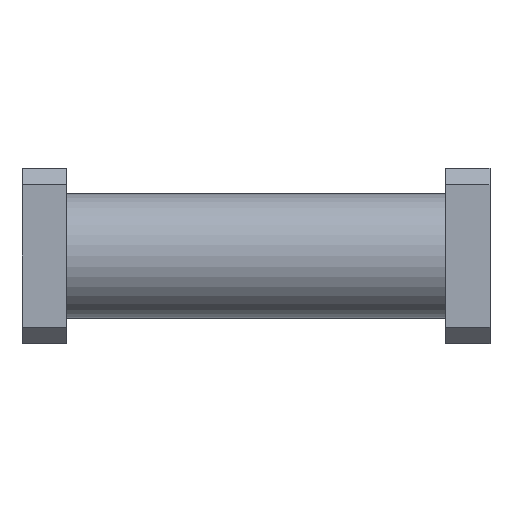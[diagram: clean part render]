
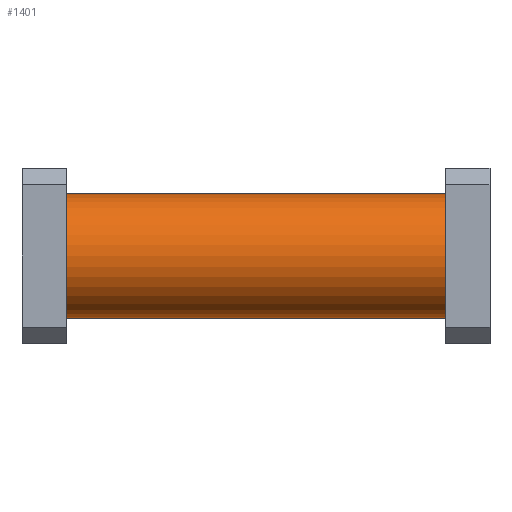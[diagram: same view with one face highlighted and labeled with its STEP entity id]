
A CAD part, front view. The second image highlights one B-rep face of the part: STEP entity #1401.
In plain terms, the highlighted cylindrical face has radius 6.731 mm (diameter 13.462 mm), a partial arc.
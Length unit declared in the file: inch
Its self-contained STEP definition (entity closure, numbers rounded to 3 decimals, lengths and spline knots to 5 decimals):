
#34 = DIRECTION ( 'NONE',  ( 0., 0., -1. ) ) ;
#94 = FACE_OUTER_BOUND ( 'NONE', #1456, .T. ) ;
#147 = CARTESIAN_POINT ( 'NONE',  ( 0.81, 0., -0.265 ) ) ;
#149 = CARTESIAN_POINT ( 'NONE',  ( 0.81, 0., 0.265 ) ) ;
#151 = DIRECTION ( 'NONE',  ( -1., 0., 0. ) ) ;
#155 = ORIENTED_EDGE ( 'NONE', *, *, #233, .T. ) ;
#165 = EDGE_CURVE ( 'NONE', #882, #706, #1014, .T. ) ;
#175 = ORIENTED_EDGE ( 'NONE', *, *, #1138, .F. ) ;
#210 = VERTEX_POINT ( 'NONE', #149 ) ;
#233 = EDGE_CURVE ( 'NONE', #210, #882, #978, .T. ) ;
#234 = CIRCLE ( 'NONE', #832, 0.265 ) ;
#246 = CARTESIAN_POINT ( 'NONE',  ( -0.81, 0., 0. ) ) ;
#322 = CYLINDRICAL_SURFACE ( 'NONE', #892, 0.265 ) ;
#454 = VECTOR ( 'NONE', #151, 39.37008 ) ;
#484 = CARTESIAN_POINT ( 'NONE',  ( 0.81, 0., 0. ) ) ;
#549 = CARTESIAN_POINT ( 'NONE',  ( 0.81, 0., -0.265 ) ) ;
#620 = ORIENTED_EDGE ( 'NONE', *, *, #165, .T. ) ;
#679 = DIRECTION ( 'NONE',  ( 0., 0., 1. ) ) ;
#688 = CARTESIAN_POINT ( 'NONE',  ( 0.81, 0., 0. ) ) ;
#706 = VERTEX_POINT ( 'NONE', #928 ) ;
#722 = DIRECTION ( 'NONE',  ( 1., 0., 0. ) ) ;
#726 = DIRECTION ( 'NONE',  ( 1., 0., 0. ) ) ;
#792 = ORIENTED_EDGE ( 'NONE', *, *, #948, .F. ) ;
#805 = DIRECTION ( 'NONE',  ( -1., 0., 0. ) ) ;
#824 = CARTESIAN_POINT ( 'NONE',  ( -0.81, 0., 0.265 ) ) ;
#832 = AXIS2_PLACEMENT_3D ( 'NONE', #484, #726, #34 ) ;
#882 = VERTEX_POINT ( 'NONE', #824 ) ;
#892 = AXIS2_PLACEMENT_3D ( 'NONE', #688, #805, #679 ) ;
#928 = CARTESIAN_POINT ( 'NONE',  ( -0.81, 0., -0.265 ) ) ;
#948 = EDGE_CURVE ( 'NONE', #210, #1388, #234, .T. ) ;
#978 = LINE ( 'NONE', #1096, #454 ) ;
#1014 = CIRCLE ( 'NONE', #1169, 0.265 ) ;
#1086 = DIRECTION ( 'NONE',  ( 0., 0., -1. ) ) ;
#1096 = CARTESIAN_POINT ( 'NONE',  ( 0.81, 0., 0.265 ) ) ;
#1138 = EDGE_CURVE ( 'NONE', #1388, #706, #1465, .T. ) ;
#1152 = VECTOR ( 'NONE', #1228, 39.37008 ) ;
#1169 = AXIS2_PLACEMENT_3D ( 'NONE', #246, #722, #1086 ) ;
#1228 = DIRECTION ( 'NONE',  ( -1., 0., 0. ) ) ;
#1388 = VERTEX_POINT ( 'NONE', #549 ) ;
#1401 = ADVANCED_FACE ( 'NONE', ( #94 ), #322, .T. ) ;
#1456 = EDGE_LOOP ( 'NONE', ( #175, #792, #155, #620 ) ) ;
#1465 = LINE ( 'NONE', #147, #1152 ) ;
